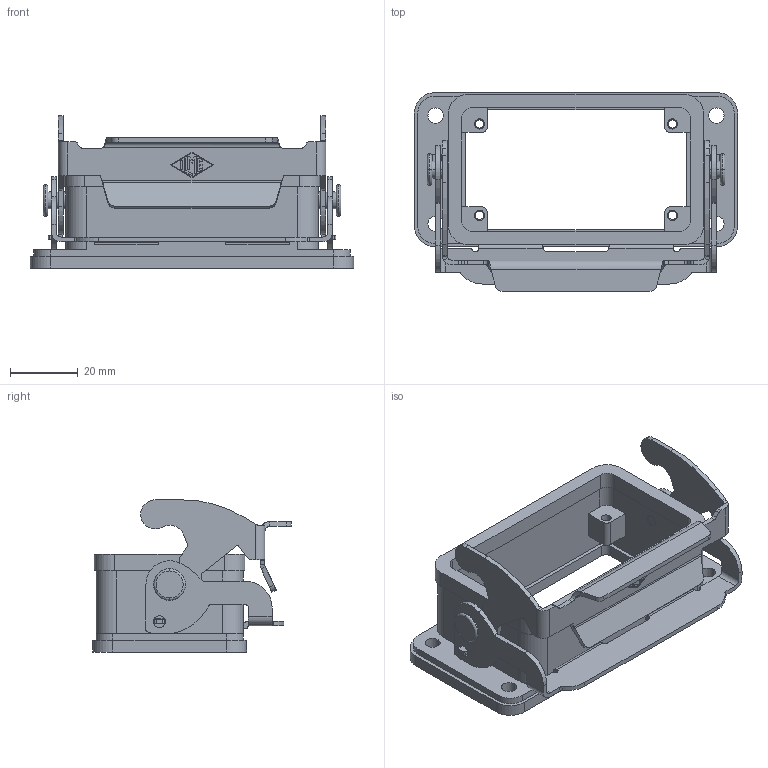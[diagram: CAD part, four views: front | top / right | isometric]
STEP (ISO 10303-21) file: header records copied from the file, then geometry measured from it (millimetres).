
FILE_DESCRIPTION((''),'2;1');
FILE_NAME('CVI 10 L.stp','2006-12-19T09:40:09',('gembarski'),(''),'Autodesk Inventor 7','Autodesk Inventor 7','');
FILE_SCHEMA(('AUTOMOTIVE_DESIGN { 1 0 10303 214 1 1 1 1 }'));
Length unit declared in the file: millimetre
Products named in the file (1): CVI 10 L
Bounding box: 95.5 x 58.73 x 45 mm (x, y, z)
Volume: 34734.6 mm3; surface area: 29063.5 mm2
Topology: 2 solids, 2 shells, 419 faces, 1149 edges, 760 vertices
Faces by surface type: plane 141, bspline 136, cylinder 136, torus 4, cone 2
Entity records: 15981 total; most frequent: CARTESIAN_POINT 5393, ORIENTED_EDGE 2290, DIRECTION 2097, EDGE_CURVE 1145, VERTEX_POINT 760, AXIS2_PLACEMENT_3D 700, VECTOR 697, LINE 697
